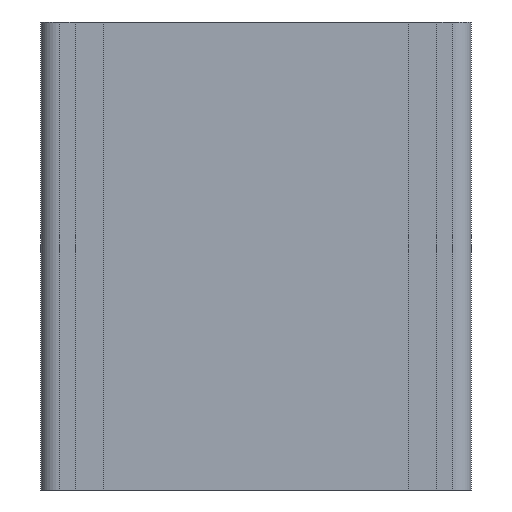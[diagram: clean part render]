
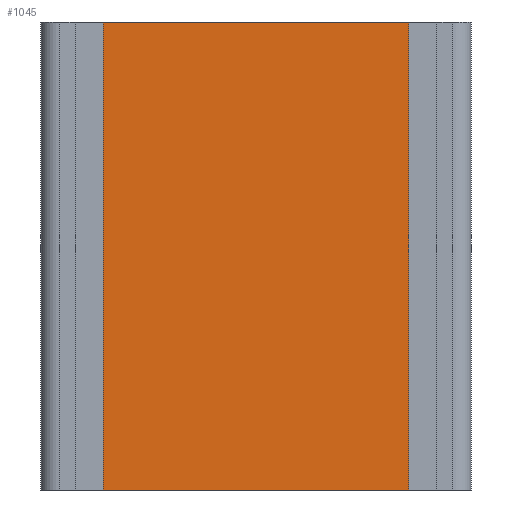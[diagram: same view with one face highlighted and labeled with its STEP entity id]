
A CAD part, front view. The second image highlights one B-rep face of the part: STEP entity #1045.
In plain terms, the highlighted planar face has unit normal (0, -1, 0).
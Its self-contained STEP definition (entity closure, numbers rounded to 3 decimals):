
#52=PLANE('',#1137);
#104=FACE_OUTER_BOUND('',#156,.T.);
#156=EDGE_LOOP('',(#974,#975,#976,#977));
#195=LINE('',#1527,#319);
#206=LINE('',#1551,#330);
#252=LINE('',#1659,#376);
#268=LINE('',#1691,#392);
#319=VECTOR('',#1212,10.);
#330=VECTOR('',#1231,10.);
#376=VECTOR('',#1321,10.);
#392=VECTOR('',#1369,10.);
#481=VERTEX_POINT('',#1524);
#482=VERTEX_POINT('',#1526);
#490=VERTEX_POINT('',#1548);
#491=VERTEX_POINT('',#1550);
#583=EDGE_CURVE('',#481,#482,#195,.T.);
#595=EDGE_CURVE('',#491,#490,#206,.T.);
#652=EDGE_CURVE('',#490,#482,#252,.T.);
#668=EDGE_CURVE('',#481,#491,#268,.T.);
#974=ORIENTED_EDGE('',*,*,#652,.T.);
#975=ORIENTED_EDGE('',*,*,#583,.F.);
#976=ORIENTED_EDGE('',*,*,#668,.T.);
#977=ORIENTED_EDGE('',*,*,#595,.T.);
#1045=ADVANCED_FACE('',(#104),#52,.T.);
#1137=AXIS2_PLACEMENT_3D('',#1722,#1417,#1418);
#1212=DIRECTION('',(1.,0.,0.));
#1231=DIRECTION('',(1.,0.,0.));
#1321=DIRECTION('',(0.,0.,1.));
#1369=DIRECTION('',(0.,0.,-1.));
#1417=DIRECTION('center_axis',(0.,-1.,0.));
#1418=DIRECTION('ref_axis',(1.,0.,0.));
#1524=CARTESIAN_POINT('',(6.7,0.,50.));
#1526=CARTESIAN_POINT('',(39.3,0.,50.));
#1527=CARTESIAN_POINT('',(0.,0.,50.));
#1548=CARTESIAN_POINT('',(39.3,0.,0.));
#1550=CARTESIAN_POINT('',(6.7,0.,0.));
#1551=CARTESIAN_POINT('',(0.,0.,0.));
#1659=CARTESIAN_POINT('',(39.3,0.,0.));
#1691=CARTESIAN_POINT('',(6.7,0.,0.));
#1722=CARTESIAN_POINT('Origin',(0.,0.,0.));
